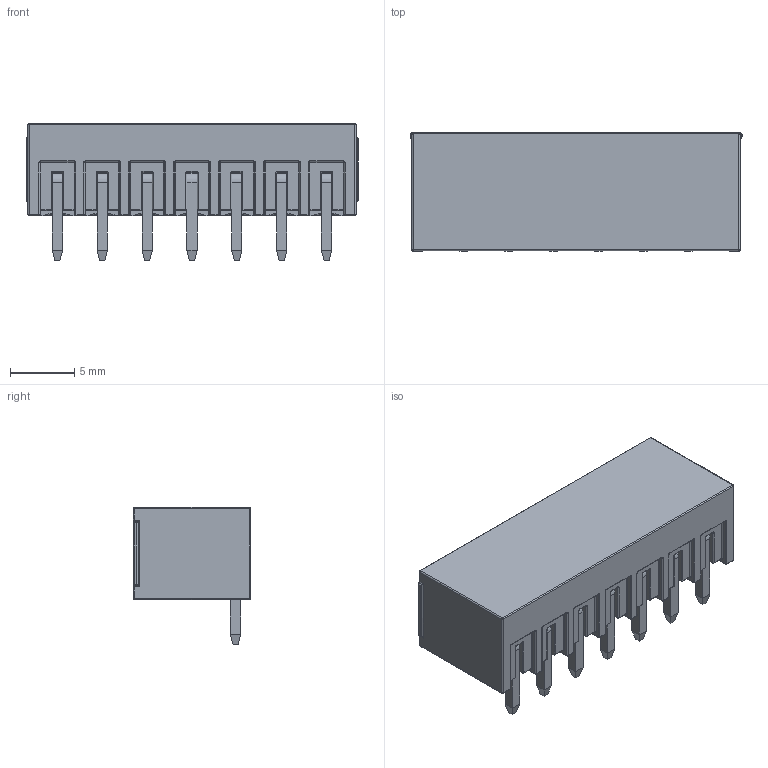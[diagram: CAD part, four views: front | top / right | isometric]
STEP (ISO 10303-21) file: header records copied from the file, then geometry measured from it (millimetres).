
FILE_DESCRIPTION(/* description */ (''),/* implementation_level */ '2;1');
FILE_NAME(/* name */ 'Wurth - 691322110007.step',/* time_stamp */ '2020-07-14T22:09:27+01:00',/* author */ (''),/* organization */ (''),/* preprocessor_version */ 'ST-DEVELOPER v18.1',/* originating_system */ 'Autodesk Translation Framework v9.3.0.1241',/* authorisation */ '');
FILE_SCHEMA (('AUTOMOTIVE_DESIGN { 1 0 10303 214 3 1 1 }'));
Products named in the file (1): Wurth - 691322110007
Bounding box: 25.9 x 9.2 x 10.7 mm (x, y, z)
Volume: 807.5 mm3; surface area: 2418.2 mm2
Topology: 1 solids, 1 shells, 1630 faces, 3698 edges, 2083 vertices
Faces by surface type: cylinder 707, plane 393, torus 252, sphere 154, bspline 124
Full cylindrical faces by diameter (mm): 1.8 x7
Entity records: 52158 total; most frequent: CARTESIAN_POINT 15645, DIRECTION 8037, ORIENTED_EDGE 7380, EDGE_CURVE 3690, AXIS2_PLACEMENT_3D 3150, VERTEX_POINT 2083, LINE 1737, VECTOR 1737
